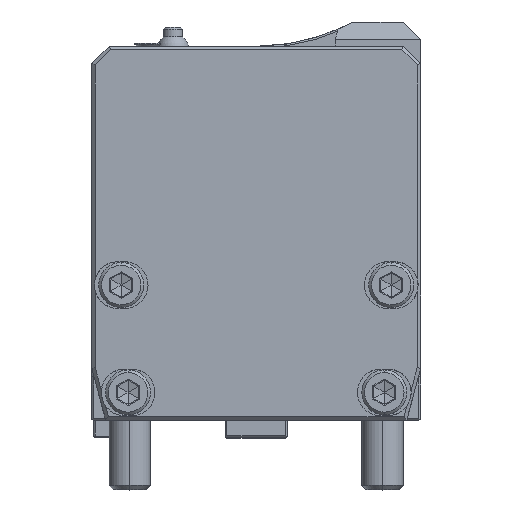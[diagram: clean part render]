
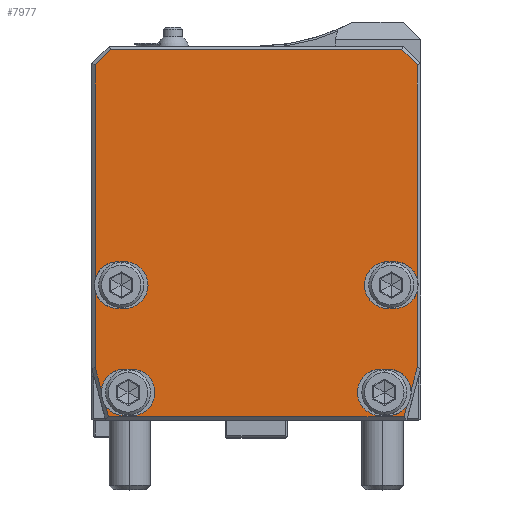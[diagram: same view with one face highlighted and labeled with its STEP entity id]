
A CAD part, top view. The second image highlights one B-rep face of the part: STEP entity #7977.
In plain terms, the highlighted planar face has unit normal (0, 0, 1).
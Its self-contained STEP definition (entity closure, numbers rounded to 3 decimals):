
#860=CARTESIAN_POINT('',(-40.,39.,15.));
#861=DIRECTION('',(0.,0.,1.));
#862=DIRECTION('',(0.,1.,0.));
#863=AXIS2_PLACEMENT_3D('',#860,#861,#862);
#865=DIRECTION('',(0.,-1.,0.));
#866=VECTOR('',#865,61.766);
#867=CARTESIAN_POINT('',(-46.5,102.586,15.));
#868=LINE('',#867,#866);
#869=DIRECTION('',(-0.707,-0.707,0.));
#870=VECTOR('',#869,6.243);
#871=CARTESIAN_POINT('',(-42.086,107.,15.));
#872=LINE('',#871,#870);
#873=DIRECTION('',(-1.,0.,0.));
#874=VECTOR('',#873,84.172);
#875=CARTESIAN_POINT('',(42.086,107.,15.));
#876=LINE('',#875,#874);
#877=DIRECTION('',(-0.707,0.707,0.));
#878=VECTOR('',#877,6.243);
#879=CARTESIAN_POINT('',(46.5,102.586,15.));
#880=LINE('',#879,#878);
#881=DIRECTION('',(0.,1.,0.));
#882=VECTOR('',#881,61.766);
#883=CARTESIAN_POINT('',(46.5,40.82,15.));
#884=LINE('',#883,#882);
#885=CARTESIAN_POINT('',(40.,39.,15.));
#886=DIRECTION('',(0.,0.,1.));
#887=DIRECTION('',(0.963,0.27,0.));
#888=AXIS2_PLACEMENT_3D('',#885,#886,#887);
#890=DIRECTION('',(-1.,0.,0.));
#891=VECTOR('',#890,2.);
#892=CARTESIAN_POINT('',(40.,45.75,15.));
#893=LINE('',#892,#891);
#894=CARTESIAN_POINT('',(38.,39.,15.));
#895=DIRECTION('',(0.,0.,1.));
#896=DIRECTION('',(0.,1.,0.));
#897=AXIS2_PLACEMENT_3D('',#894,#895,#896);
#899=DIRECTION('',(1.,0.,0.));
#900=VECTOR('',#899,2.);
#901=CARTESIAN_POINT('',(38.,32.25,15.));
#902=LINE('',#901,#900);
#903=CARTESIAN_POINT('',(40.,39.,15.));
#904=DIRECTION('',(0.,0.,1.));
#905=DIRECTION('',(0.,-1.,0.));
#906=AXIS2_PLACEMENT_3D('',#903,#904,#905);
#908=DIRECTION('',(0.,1.,0.));
#909=VECTOR('',#908,22.048);
#910=CARTESIAN_POINT('',(46.5,15.132,15.));
#911=LINE('',#910,#909);
#912=DIRECTION('',(0.259,0.966,0.));
#913=VECTOR('',#912,6.84);
#914=CARTESIAN_POINT('',(44.73,8.524,15.));
#915=LINE('',#914,#913);
#916=CARTESIAN_POINT('',(38.,8.,15.));
#917=DIRECTION('',(0.,0.,1.));
#918=DIRECTION('',(0.997,0.078,0.));
#919=AXIS2_PLACEMENT_3D('',#916,#917,#918);
#921=DIRECTION('',(-1.,0.,0.));
#922=VECTOR('',#921,2.);
#923=CARTESIAN_POINT('',(38.,14.75,15.));
#924=LINE('',#923,#922);
#925=CARTESIAN_POINT('',(36.,8.,15.));
#926=DIRECTION('',(0.,0.,1.));
#927=DIRECTION('',(0.,1.,0.));
#928=AXIS2_PLACEMENT_3D('',#925,#926,#927);
#930=DIRECTION('',(1.,0.,0.));
#931=VECTOR('',#930,2.);
#932=CARTESIAN_POINT('',(36.,1.25,15.));
#933=LINE('',#932,#931);
#934=CARTESIAN_POINT('',(38.,8.,15.));
#935=DIRECTION('',(0.,0.,1.));
#936=DIRECTION('',(0.,-1.,0.));
#937=AXIS2_PLACEMENT_3D('',#934,#935,#936);
#939=DIRECTION('',(0.259,0.966,0.));
#940=VECTOR('',#939,3.293);
#941=CARTESIAN_POINT('',(42.713,1.,15.));
#942=LINE('',#941,#940);
#943=DIRECTION('',(1.,0.,0.));
#944=VECTOR('',#943,85.427);
#945=CARTESIAN_POINT('',(-42.713,1.,15.));
#946=LINE('',#945,#944);
#947=DIRECTION('',(0.259,-0.966,0.));
#948=VECTOR('',#947,3.293);
#949=CARTESIAN_POINT('',(-43.566,4.181,15.));
#950=LINE('',#949,#948);
#951=CARTESIAN_POINT('',(-38.,8.,15.));
#952=DIRECTION('',(0.,0.,1.));
#953=DIRECTION('',(-0.825,-0.566,0.));
#954=AXIS2_PLACEMENT_3D('',#951,#952,#953);
#956=DIRECTION('',(1.,0.,0.));
#957=VECTOR('',#956,2.);
#958=CARTESIAN_POINT('',(-38.,1.25,15.));
#959=LINE('',#958,#957);
#960=CARTESIAN_POINT('',(-36.,8.,15.));
#961=DIRECTION('',(0.,0.,1.));
#962=DIRECTION('',(0.,-1.,0.));
#963=AXIS2_PLACEMENT_3D('',#960,#961,#962);
#965=DIRECTION('',(-1.,0.,0.));
#966=VECTOR('',#965,2.);
#967=CARTESIAN_POINT('',(-36.,14.75,15.));
#968=LINE('',#967,#966);
#969=CARTESIAN_POINT('',(-38.,8.,15.));
#970=DIRECTION('',(0.,0.,1.));
#971=DIRECTION('',(0.,1.,0.));
#972=AXIS2_PLACEMENT_3D('',#969,#970,#971);
#974=DIRECTION('',(0.259,-0.966,0.));
#975=VECTOR('',#974,6.84);
#976=CARTESIAN_POINT('',(-46.5,15.132,15.));
#977=LINE('',#976,#975);
#978=DIRECTION('',(0.,-1.,0.));
#979=VECTOR('',#978,22.048);
#980=CARTESIAN_POINT('',(-46.5,37.18,15.));
#981=LINE('',#980,#979);
#982=CARTESIAN_POINT('',(-40.,39.,15.));
#983=DIRECTION('',(0.,0.,1.));
#984=DIRECTION('',(-0.963,-0.27,0.));
#985=AXIS2_PLACEMENT_3D('',#982,#983,#984);
#987=DIRECTION('',(1.,0.,0.));
#988=VECTOR('',#987,2.);
#989=CARTESIAN_POINT('',(-40.,32.25,15.));
#990=LINE('',#989,#988);
#991=CARTESIAN_POINT('',(-38.,39.,15.));
#992=DIRECTION('',(0.,0.,1.));
#993=DIRECTION('',(0.,-1.,0.));
#994=AXIS2_PLACEMENT_3D('',#991,#992,#993);
#996=DIRECTION('',(-1.,0.,0.));
#997=VECTOR('',#996,2.);
#998=CARTESIAN_POINT('',(-38.,45.75,15.));
#999=LINE('',#998,#997);
#6133=CARTESIAN_POINT('',(-40.,45.75,15.));
#6134=CARTESIAN_POINT('',(-46.5,40.82,15.));
#6135=VERTEX_POINT('',#6133);
#6136=VERTEX_POINT('',#6134);
#6137=CARTESIAN_POINT('',(-40.,32.25,15.));
#6138=CARTESIAN_POINT('',(-38.,32.25,15.));
#6139=VERTEX_POINT('',#6137);
#6140=VERTEX_POINT('',#6138);
#6141=CARTESIAN_POINT('',(-38.,45.75,15.));
#6142=VERTEX_POINT('',#6141);
#6143=CARTESIAN_POINT('',(-38.,14.75,15.));
#6144=CARTESIAN_POINT('',(-44.73,8.524,15.));
#6145=VERTEX_POINT('',#6143);
#6146=VERTEX_POINT('',#6144);
#6147=CARTESIAN_POINT('',(-38.,1.25,15.));
#6148=CARTESIAN_POINT('',(-36.,1.25,15.));
#6149=VERTEX_POINT('',#6147);
#6150=VERTEX_POINT('',#6148);
#6151=CARTESIAN_POINT('',(-36.,14.75,15.));
#6152=VERTEX_POINT('',#6151);
#6153=CARTESIAN_POINT('',(40.,45.75,15.));
#6154=CARTESIAN_POINT('',(38.,45.75,15.));
#6155=VERTEX_POINT('',#6153);
#6156=VERTEX_POINT('',#6154);
#6157=CARTESIAN_POINT('',(38.,32.25,15.));
#6158=VERTEX_POINT('',#6157);
#6159=CARTESIAN_POINT('',(40.,32.25,15.));
#6160=VERTEX_POINT('',#6159);
#6161=CARTESIAN_POINT('',(46.5,37.18,15.));
#6162=VERTEX_POINT('',#6161);
#6163=CARTESIAN_POINT('',(38.,14.75,15.));
#6164=CARTESIAN_POINT('',(36.,14.75,15.));
#6165=VERTEX_POINT('',#6163);
#6166=VERTEX_POINT('',#6164);
#6167=CARTESIAN_POINT('',(36.,1.25,15.));
#6168=VERTEX_POINT('',#6167);
#6169=CARTESIAN_POINT('',(38.,1.25,15.));
#6170=VERTEX_POINT('',#6169);
#6171=CARTESIAN_POINT('',(43.566,4.181,15.));
#6172=VERTEX_POINT('',#6171);
#6177=CARTESIAN_POINT('',(-42.713,1.,15.));
#6178=CARTESIAN_POINT('',(42.713,1.,15.));
#6179=VERTEX_POINT('',#6177);
#6180=VERTEX_POINT('',#6178);
#6189=CARTESIAN_POINT('',(42.086,107.,15.));
#6190=CARTESIAN_POINT('',(-42.086,107.,15.));
#6191=VERTEX_POINT('',#6189);
#6192=VERTEX_POINT('',#6190);
#6197=CARTESIAN_POINT('',(46.5,102.586,15.));
#6198=VERTEX_POINT('',#6197);
#6199=CARTESIAN_POINT('',(46.5,15.132,15.));
#6200=VERTEX_POINT('',#6199);
#6201=CARTESIAN_POINT('',(-46.5,37.18,15.));
#6202=VERTEX_POINT('',#6201);
#6203=CARTESIAN_POINT('',(-43.566,4.181,15.));
#6204=VERTEX_POINT('',#6203);
#6205=CARTESIAN_POINT('',(46.5,40.82,15.));
#6206=VERTEX_POINT('',#6205);
#6207=CARTESIAN_POINT('',(44.73,8.524,15.));
#6208=VERTEX_POINT('',#6207);
#6209=CARTESIAN_POINT('',(-46.5,102.586,15.));
#6210=VERTEX_POINT('',#6209);
#6211=CARTESIAN_POINT('',(-46.5,15.132,15.));
#6212=VERTEX_POINT('',#6211);
#7913=CARTESIAN_POINT('',(0.,0.,15.));
#7914=DIRECTION('',(0.,0.,1.));
#7915=DIRECTION('',(1.,0.,0.));
#7916=AXIS2_PLACEMENT_3D('',#7913,#7914,#7915);
#7917=PLANE('',#7916);
#7919=ORIENTED_EDGE('',*,*,#7918,.T.);
#7921=ORIENTED_EDGE('',*,*,#7920,.F.);
#7923=ORIENTED_EDGE('',*,*,#7922,.F.);
#7925=ORIENTED_EDGE('',*,*,#7924,.F.);
#7927=ORIENTED_EDGE('',*,*,#7926,.F.);
#7929=ORIENTED_EDGE('',*,*,#7928,.F.);
#7931=ORIENTED_EDGE('',*,*,#7930,.T.);
#7933=ORIENTED_EDGE('',*,*,#7932,.T.);
#7935=ORIENTED_EDGE('',*,*,#7934,.T.);
#7937=ORIENTED_EDGE('',*,*,#7936,.T.);
#7939=ORIENTED_EDGE('',*,*,#7938,.T.);
#7941=ORIENTED_EDGE('',*,*,#7940,.F.);
#7943=ORIENTED_EDGE('',*,*,#7942,.F.);
#7945=ORIENTED_EDGE('',*,*,#7944,.T.);
#7947=ORIENTED_EDGE('',*,*,#7946,.T.);
#7949=ORIENTED_EDGE('',*,*,#7948,.T.);
#7951=ORIENTED_EDGE('',*,*,#7950,.T.);
#7953=ORIENTED_EDGE('',*,*,#7952,.T.);
#7955=ORIENTED_EDGE('',*,*,#7954,.F.);
#7957=ORIENTED_EDGE('',*,*,#7956,.F.);
#7958=ORIENTED_EDGE('',*,*,#7838,.F.);
#7959=ORIENTED_EDGE('',*,*,#7857,.T.);
#7960=ORIENTED_EDGE('',*,*,#7876,.T.);
#7961=ORIENTED_EDGE('',*,*,#7891,.T.);
#7962=ORIENTED_EDGE('',*,*,#7905,.T.);
#7963=ORIENTED_EDGE('',*,*,#7860,.T.);
#7964=ORIENTED_EDGE('',*,*,#7845,.F.);
#7966=ORIENTED_EDGE('',*,*,#7965,.F.);
#7968=ORIENTED_EDGE('',*,*,#7967,.T.);
#7970=ORIENTED_EDGE('',*,*,#7969,.T.);
#7972=ORIENTED_EDGE('',*,*,#7971,.T.);
#7974=ORIENTED_EDGE('',*,*,#7973,.T.);
#7975=EDGE_LOOP('',(#7919,#7921,#7923,#7925,#7927,#7929,#7931,#7933,#7935,#7937,
#7939,#7941,#7943,#7945,#7947,#7949,#7951,#7953,#7955,#7957,#7958,#7959,#7960,
#7961,#7962,#7963,#7964,#7966,#7968,#7970,#7972,#7974));
#7976=FACE_OUTER_BOUND('',#7975,.F.);
#864=CIRCLE('',#863,6.75);
#889=CIRCLE('',#888,6.75);
#898=CIRCLE('',#897,6.75);
#907=CIRCLE('',#906,6.75);
#920=CIRCLE('',#919,6.75);
#929=CIRCLE('',#928,6.75);
#938=CIRCLE('',#937,6.75);
#955=CIRCLE('',#954,6.75);
#964=CIRCLE('',#963,6.75);
#973=CIRCLE('',#972,6.75);
#986=CIRCLE('',#985,6.75);
#995=CIRCLE('',#994,6.75);
#7838=EDGE_CURVE('',#6204,#6179,#950,.T.);
#7845=EDGE_CURVE('',#6212,#6146,#977,.T.);
#7857=EDGE_CURVE('',#6204,#6149,#955,.T.);
#7860=EDGE_CURVE('',#6145,#6146,#973,.T.);
#7876=EDGE_CURVE('',#6149,#6150,#959,.T.);
#7891=EDGE_CURVE('',#6150,#6152,#964,.T.);
#7905=EDGE_CURVE('',#6152,#6145,#968,.T.);
#7918=EDGE_CURVE('',#6135,#6136,#864,.T.);
#7920=EDGE_CURVE('',#6210,#6136,#868,.T.);
#7922=EDGE_CURVE('',#6192,#6210,#872,.T.);
#7924=EDGE_CURVE('',#6191,#6192,#876,.T.);
#7926=EDGE_CURVE('',#6198,#6191,#880,.T.);
#7928=EDGE_CURVE('',#6206,#6198,#884,.T.);
#7930=EDGE_CURVE('',#6206,#6155,#889,.T.);
#7932=EDGE_CURVE('',#6155,#6156,#893,.T.);
#7934=EDGE_CURVE('',#6156,#6158,#898,.T.);
#7936=EDGE_CURVE('',#6158,#6160,#902,.T.);
#7938=EDGE_CURVE('',#6160,#6162,#907,.T.);
#7940=EDGE_CURVE('',#6200,#6162,#911,.T.);
#7942=EDGE_CURVE('',#6208,#6200,#915,.T.);
#7944=EDGE_CURVE('',#6208,#6165,#920,.T.);
#7946=EDGE_CURVE('',#6165,#6166,#924,.T.);
#7948=EDGE_CURVE('',#6166,#6168,#929,.T.);
#7950=EDGE_CURVE('',#6168,#6170,#933,.T.);
#7952=EDGE_CURVE('',#6170,#6172,#938,.T.);
#7954=EDGE_CURVE('',#6180,#6172,#942,.T.);
#7956=EDGE_CURVE('',#6179,#6180,#946,.T.);
#7965=EDGE_CURVE('',#6202,#6212,#981,.T.);
#7967=EDGE_CURVE('',#6202,#6139,#986,.T.);
#7969=EDGE_CURVE('',#6139,#6140,#990,.T.);
#7971=EDGE_CURVE('',#6140,#6142,#995,.T.);
#7973=EDGE_CURVE('',#6142,#6135,#999,.T.);
#7977=ADVANCED_FACE('',(#7976),#7917,.T.);
